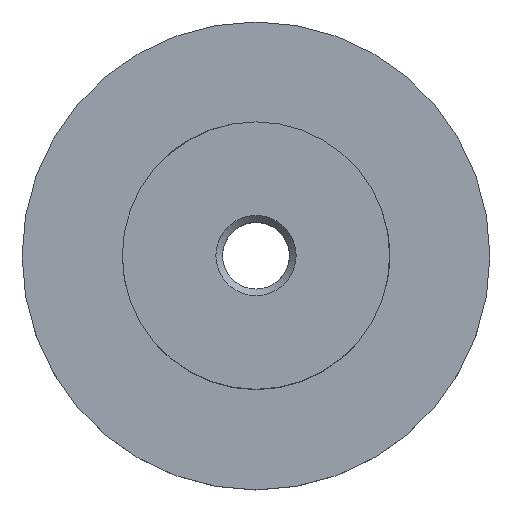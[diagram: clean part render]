
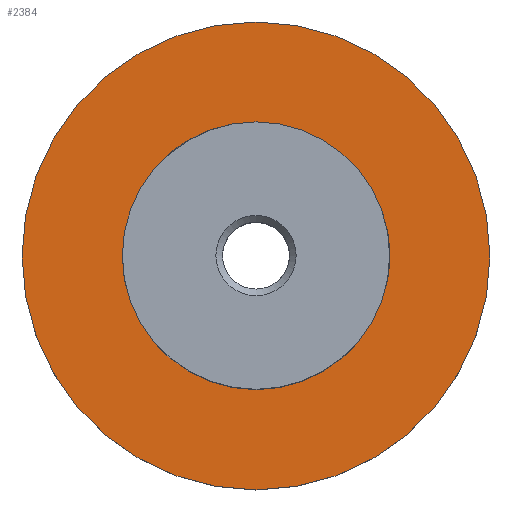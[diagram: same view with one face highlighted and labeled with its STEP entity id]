
A CAD part, top view. The second image highlights one B-rep face of the part: STEP entity #2384.
In plain terms, the highlighted planar face has unit normal (0, 0, 1).
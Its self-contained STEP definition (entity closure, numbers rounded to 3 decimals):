
#20=FACE_BOUND('',#334,.T.);
#40=CIRCLE('',#2524,17.5);
#41=CIRCLE('',#2525,10.);
#54=PLANE('',#2523);
#198=FACE_OUTER_BOUND('',#333,.T.);
#333=EDGE_LOOP('',(#2116));
#334=EDGE_LOOP('',(#2117));
#1037=VERTEX_POINT('',#9067);
#1038=VERTEX_POINT('',#9069);
#1407=EDGE_CURVE('',#1037,#1037,#40,.T.);
#1408=EDGE_CURVE('',#1038,#1038,#41,.T.);
#2116=ORIENTED_EDGE('',*,*,#1407,.T.);
#2117=ORIENTED_EDGE('',*,*,#1408,.F.);
#2384=ADVANCED_FACE('',(#198,#20),#54,.T.);
#2523=AXIS2_PLACEMENT_3D('',#9066,#2865,#2866);
#2524=AXIS2_PLACEMENT_3D('',#9068,#2867,#2868);
#2525=AXIS2_PLACEMENT_3D('',#9070,#2869,#2870);
#2865=DIRECTION('center_axis',(0.,0.,1.));
#2866=DIRECTION('ref_axis',(1.,0.,0.));
#2867=DIRECTION('center_axis',(0.,0.,1.));
#2868=DIRECTION('ref_axis',(1.,0.,0.));
#2869=DIRECTION('center_axis',(0.,0.,1.));
#2870=DIRECTION('ref_axis',(1.,0.,0.));
#9066=CARTESIAN_POINT('Origin',(0.,0.,14.5));
#9067=CARTESIAN_POINT('',(-17.5,0.,14.5));
#9068=CARTESIAN_POINT('Origin',(0.,0.,14.5));
#9069=CARTESIAN_POINT('',(-10.,0.,14.5));
#9070=CARTESIAN_POINT('Origin',(0.,0.,14.5));
